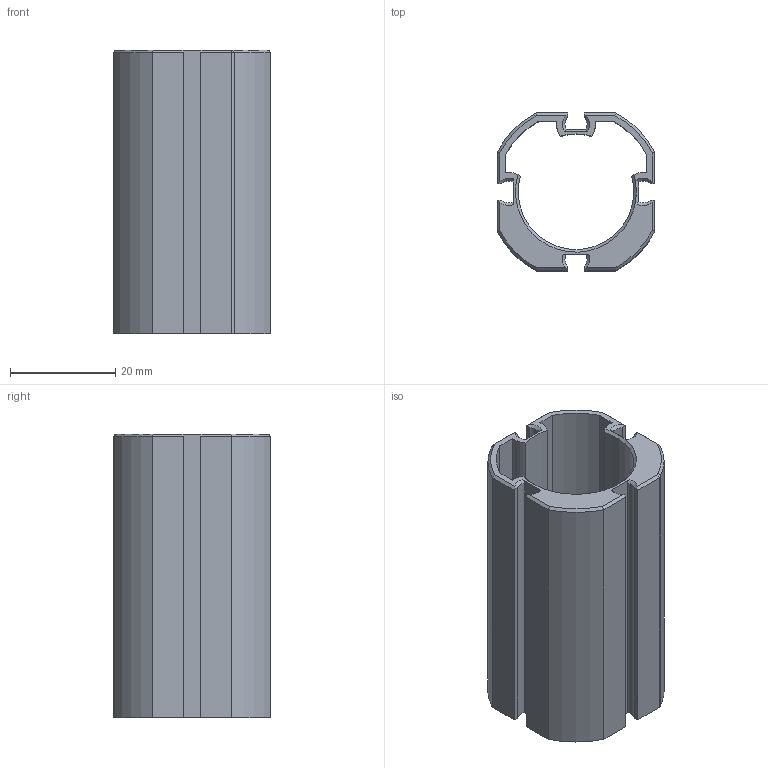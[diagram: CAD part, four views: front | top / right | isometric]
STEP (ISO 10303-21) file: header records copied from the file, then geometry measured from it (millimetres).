
FILE_DESCRIPTION(('CATIA V5 STEP Exchange'),'2;1');
FILE_NAME('Huelle30Batterie.stp','2017-07-10T13:51:27+00:00',('none'),('none'),'CATIA Version 5 Release 18 GA (IN-10)','CATIA V5 STEP AP203','none');
FILE_SCHEMA(('CONFIG_CONTROL_DESIGN'));
Length unit declared in the file: millimetre
Products named in the file (1): Okular
Bounding box: 30 x 30 x 54 mm (x, y, z)
Volume: 15321.1 mm3; surface area: 12503.7 mm2
Topology: 1 solids, 1 shells, 74 faces, 205 edges, 132 vertices
Faces by surface type: plane 36, cylinder 23, cone 15
Entity records: 2318 total; most frequent: CARTESIAN_POINT 521, ORIENTED_EDGE 410, DIRECTION 286, EDGE_CURVE 205, VERTEX_POINT 132, AXIS2_PLACEMENT_3D 121, VECTOR 108, LINE 108
